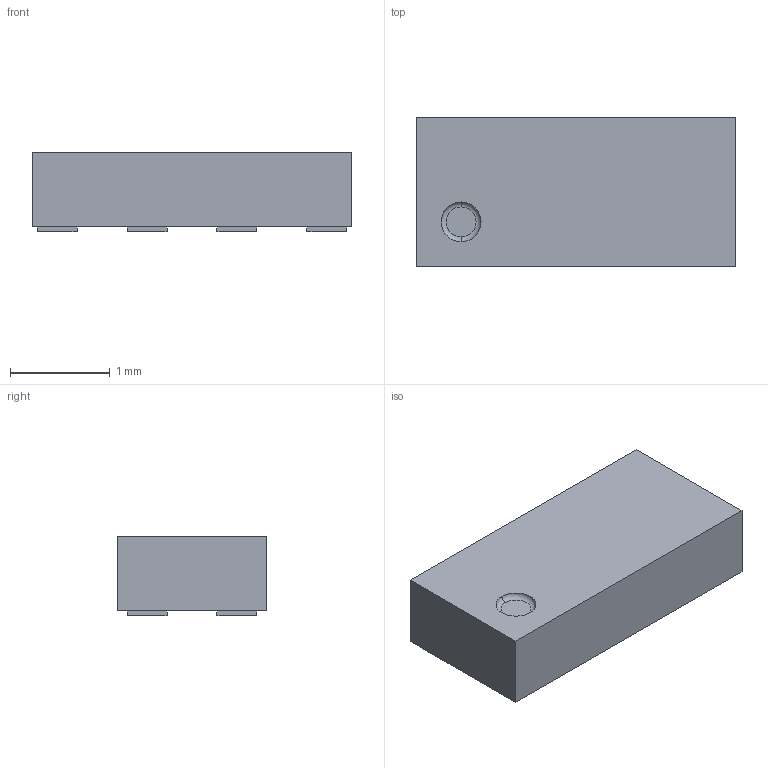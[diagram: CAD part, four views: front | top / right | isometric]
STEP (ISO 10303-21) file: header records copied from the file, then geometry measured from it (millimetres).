
FILE_DESCRIPTION(('FreeCAD Model'),'2;1');
FILE_NAME('PSON90P320X150X80-8.step', '2021-03-30T04:37:38',('kicad StepUp'),('ksu MCAD'), 'Open CASCADE STEP processor 7.3','FreeCAD','Unknown');
FILE_SCHEMA(('AUTOMOTIVE_DESIGN { 1 0 10303 214 1 1 1 1 }'));
Length unit declared in the file: millimetre
Products named in the file (1): PSON90P320X150X80-8
Bounding box: 3.2 x 1.5 x 0.8 mm (x, y, z)
Volume: 3.7 mm3; surface area: 19.9 mm2
Topology: 9 solids, 9 shells, 57 faces, 114 edges, 76 vertices
Faces by surface type: plane 55, torus 2
Entity records: 1851 total; most frequent: CARTESIAN_POINT 248, DIRECTION 236, ORIENTED_EDGE 228, EDGE_CURVE 114, LINE 108, VECTOR 108, VERTEX_POINT 76, AXIS2_PLACEMENT_3D 64
